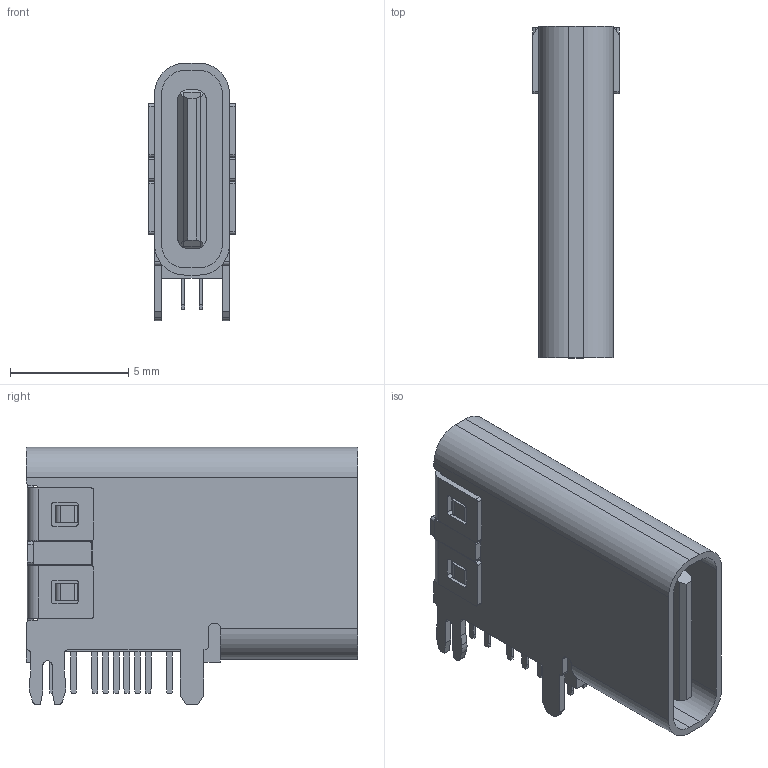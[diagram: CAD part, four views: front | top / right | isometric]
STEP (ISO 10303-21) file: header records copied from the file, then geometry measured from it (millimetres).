
FILE_DESCRIPTION(/* description */ (''),/* implementation_level */ '2;1');
FILE_NAME(/* name */ 'Korean Hroparts Elec TYPE-C-31-M-19.step',/* time_stamp */ '2024-04-01T11:26:52-06:00',/* author */ (''),/* organization */ (''),/* preprocessor_version */ 'ST-DEVELOPER v20',/* originating_system */ 'Autodesk Translation Framework v12.20.1.177',/* authorisation */ '');
FILE_SCHEMA (('AUTOMOTIVE_DESIGN { 1 0 10303 214 3 1 1 }'));
Length unit declared in the file: millimetre
Products named in the file (1): Korean Hroparts Elec TYPE-C-31-M-19
Bounding box: 3.66 x 14 x 10.87 mm (x, y, z)
Volume: 305.7 mm3; surface area: 652.9 mm2
Topology: 15 solids, 15 shells, 418 faces, 1125 edges, 739 vertices
Faces by surface type: plane 306, cylinder 112
Entity records: 13036 total; most frequent: CARTESIAN_POINT 2283, ORIENTED_EDGE 2250, DIRECTION 2199, EDGE_CURVE 1125, LINE 889, VECTOR 889, VERTEX_POINT 739, AXIS2_PLACEMENT_3D 655
